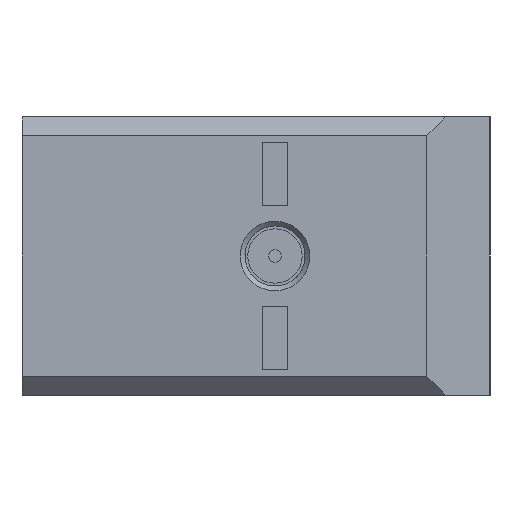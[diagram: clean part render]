
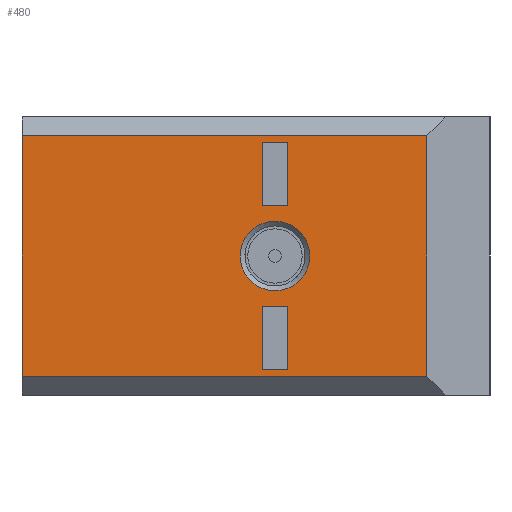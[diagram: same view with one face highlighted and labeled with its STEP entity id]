
A CAD part, left-side view. The second image highlights one B-rep face of the part: STEP entity #480.
In plain terms, the highlighted planar face has unit normal (-1, 0, 0).
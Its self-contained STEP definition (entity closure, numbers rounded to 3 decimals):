
#480=ADVANCED_FACE('',(#5066,#5068,#5070,#5072),#5074,.F.);
#5066=FACE_BOUND('',#5067,.T.);
#5067=EDGE_LOOP('',(#12440,#12441,#12442,#12443));
#5068=FACE_BOUND('',#5069,.T.);
#5069=EDGE_LOOP('',(#12444));
#5070=FACE_BOUND('',#5071,.T.);
#5071=EDGE_LOOP('',(#12445,#12446,#12447,#12448));
#5072=FACE_BOUND('',#5073,.T.);
#5073=EDGE_LOOP('',(#12449,#12450,#12451,#12452));
#5074=PLANE('',#5075);
#5075=AXIS2_PLACEMENT_3D('',#5076,#5077,#5078);
#5076=CARTESIAN_POINT('',(-11.5,-3.701,1.85));
#5077=DIRECTION('',(1.,0.,-0.));
#5078=DIRECTION('',(-0.,0.,-1.));
#12440=ORIENTED_EDGE('',*,*,#14616,.T.);
#12441=ORIENTED_EDGE('',*,*,#15009,.T.);
#12442=ORIENTED_EDGE('',*,*,#15010,.T.);
#12443=ORIENTED_EDGE('',*,*,#15011,.T.);
#12444=ORIENTED_EDGE('',*,*,#14566,.F.);
#12445=ORIENTED_EDGE('',*,*,#14976,.F.);
#12446=ORIENTED_EDGE('',*,*,#15012,.F.);
#12447=ORIENTED_EDGE('',*,*,#14992,.T.);
#12448=ORIENTED_EDGE('',*,*,#15013,.T.);
#12449=ORIENTED_EDGE('',*,*,#15014,.F.);
#12450=ORIENTED_EDGE('',*,*,#14971,.T.);
#12451=ORIENTED_EDGE('',*,*,#15015,.T.);
#12452=ORIENTED_EDGE('',*,*,#14988,.F.);
#14566=EDGE_CURVE('',#15897,#15897,#15898,.T.);
#14616=EDGE_CURVE('',#15990,#15988,#15991,.T.);
#14971=EDGE_CURVE('',#16694,#16696,#16698,.T.);
#14976=EDGE_CURVE('',#16704,#16706,#16707,.T.);
#14988=EDGE_CURVE('',#16724,#16726,#16727,.T.);
#14992=EDGE_CURVE('',#16729,#16731,#16733,.T.);
#15009=EDGE_CURVE('',#15988,#16762,#16763,.T.);
#15010=EDGE_CURVE('',#16762,#16764,#16765,.T.);
#15011=EDGE_CURVE('',#16764,#15990,#16766,.T.);
#15012=EDGE_CURVE('',#16729,#16704,#16767,.T.);
#15013=EDGE_CURVE('',#16731,#16706,#16768,.T.);
#15014=EDGE_CURVE('',#16694,#16724,#16769,.T.);
#15015=EDGE_CURVE('',#16696,#16726,#16770,.T.);
#15897=VERTEX_POINT('',#18348);
#15898=CIRCLE('',#18349,0.55);
#15988=VERTEX_POINT('',#18561);
#15990=VERTEX_POINT('',#18565);
#15991=LINE('',#18566,#18567);
#16694=VERTEX_POINT('',#24059);
#16696=VERTEX_POINT('',#24063);
#16698=LINE('',#24067,#24068);
#16704=VERTEX_POINT('',#24081);
#16706=VERTEX_POINT('',#24085);
#16707=LINE('',#24086,#24087);
#16724=VERTEX_POINT('',#24125);
#16726=VERTEX_POINT('',#24129);
#16727=LINE('',#24130,#24131);
#16729=VERTEX_POINT('',#24136);
#16731=VERTEX_POINT('',#24140);
#16733=LINE('',#24144,#24145);
#16762=VERTEX_POINT('',#24211);
#16763=LINE('',#24212,#24213);
#16764=VERTEX_POINT('',#24215);
#16765=LINE('',#24216,#24217);
#16766=LINE('',#24219,#24220);
#16767=LINE('',#24222,#24223);
#16768=LINE('',#24225,#24226);
#16769=LINE('',#24228,#24229);
#16770=LINE('',#24231,#24232);
#18348=CARTESIAN_POINT('',(-11.5,-0.3,0.6));
#18349=AXIS2_PLACEMENT_3D('',#18350,#18351,#18352);
#18350=CARTESIAN_POINT('',(-11.5,-0.3,0.05));
#18351=DIRECTION('',(-1.,-0.,0.));
#18352=DIRECTION('',(0.,0.,-1.));
#18561=CARTESIAN_POINT('',(-11.5,3.7,-1.85));
#18565=CARTESIAN_POINT('',(-11.5,3.7,1.95));
#18566=CARTESIAN_POINT('',(-11.5,3.7,1.95));
#18567=VECTOR('',#18568,1.);
#18568=DIRECTION('',(0.,0.,-1.));
#24059=CARTESIAN_POINT('',(-11.5,-0.5,-1.75));
#24063=CARTESIAN_POINT('',(-11.5,-0.1,-1.75));
#24067=CARTESIAN_POINT('',(-11.5,-0.5,-1.75));
#24068=VECTOR('',#24069,1.);
#24069=DIRECTION('',(0.,1.,0.));
#24081=CARTESIAN_POINT('',(-11.5,-0.5,1.85));
#24085=CARTESIAN_POINT('',(-11.5,-0.1,1.85));
#24086=CARTESIAN_POINT('',(-11.5,-0.5,1.85));
#24087=VECTOR('',#24088,1.);
#24088=DIRECTION('',(0.,1.,0.));
#24125=CARTESIAN_POINT('',(-11.5,-0.5,-0.75));
#24129=CARTESIAN_POINT('',(-11.5,-0.1,-0.75));
#24130=CARTESIAN_POINT('',(-11.5,-0.5,-0.75));
#24131=VECTOR('',#24132,1.);
#24132=DIRECTION('',(0.,1.,0.));
#24136=CARTESIAN_POINT('',(-11.5,-0.5,0.85));
#24140=CARTESIAN_POINT('',(-11.5,-0.1,0.85));
#24144=CARTESIAN_POINT('',(-11.5,-0.5,0.85));
#24145=VECTOR('',#24146,1.);
#24146=DIRECTION('',(0.,1.,0.));
#24211=CARTESIAN_POINT('',(-11.5,-2.7,-1.85));
#24212=CARTESIAN_POINT('',(-11.5,3.7,-1.85));
#24213=VECTOR('',#24214,1.);
#24214=DIRECTION('',(0.,-1.,0.));
#24215=CARTESIAN_POINT('',(-11.5,-2.7,1.95));
#24216=CARTESIAN_POINT('',(-11.5,-2.7,-1.85));
#24217=VECTOR('',#24218,1.);
#24218=DIRECTION('',(0.,0.,1.));
#24219=CARTESIAN_POINT('',(-11.5,-2.7,1.95));
#24220=VECTOR('',#24221,1.);
#24221=DIRECTION('',(0.,1.,0.));
#24222=CARTESIAN_POINT('',(-11.5,-0.5,0.85));
#24223=VECTOR('',#24224,1.);
#24224=DIRECTION('',(0.,0.,1.));
#24225=CARTESIAN_POINT('',(-11.5,-0.1,0.85));
#24226=VECTOR('',#24227,1.);
#24227=DIRECTION('',(0.,0.,1.));
#24228=CARTESIAN_POINT('',(-11.5,-0.5,-1.75));
#24229=VECTOR('',#24230,1.);
#24230=DIRECTION('',(0.,0.,1.));
#24231=CARTESIAN_POINT('',(-11.5,-0.1,-1.75));
#24232=VECTOR('',#24233,1.);
#24233=DIRECTION('',(0.,0.,1.));
